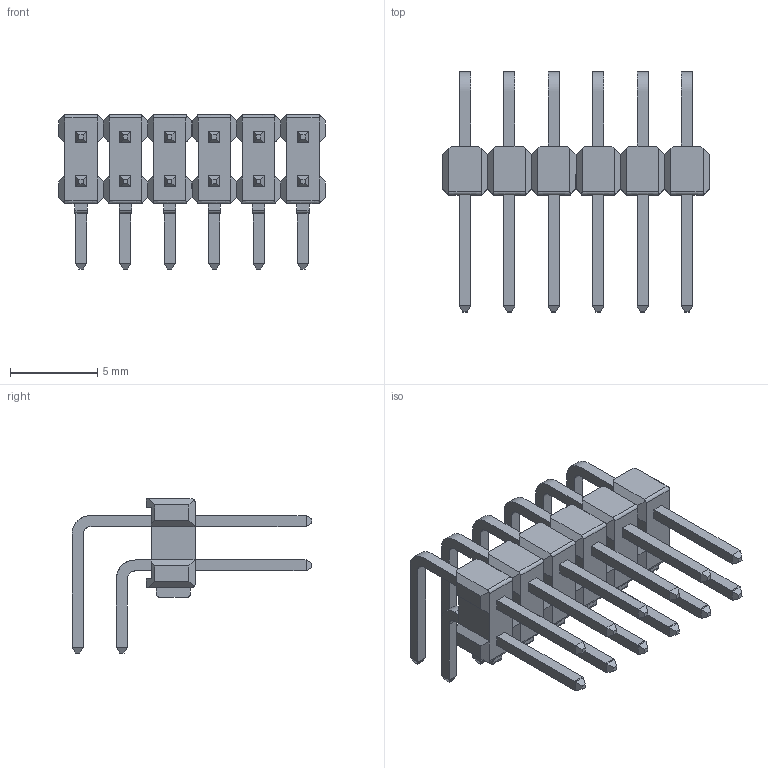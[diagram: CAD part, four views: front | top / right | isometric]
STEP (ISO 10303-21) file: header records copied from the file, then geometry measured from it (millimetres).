
FILE_DESCRIPTION(/* description */ (''),/* implementation_level */ '2;1');
FILE_NAME(/* name */ 'PI64B5~1',/* time_stamp */ '2014-06-22T10:16:00+02:00',/* author */ (''),/* organization */ (''),/* preprocessor_version */ 'ST-DEVELOPER v14',/* originating_system */ '',/* authorisation */ '');
FILE_SCHEMA (('AUTOMOTIVE_DESIGN'));
Length unit declared in the file: millimetre
Products named in the file (1): Document
Bounding box: 15.24 x 13.74 x 8.83 mm (x, y, z)
Volume: 254.6 mm3; surface area: 1021.6 mm2
Topology: 18 solids, 18 shells, 480 faces, 1201 edges, 765 vertices
Faces by surface type: plane 402, bspline 78
Entity records: 27763 total; most frequent: CARTESIAN_POINT 11180, B_SPLINE_CURVE_WITH_KNOTS 3277, ORIENTED_EDGE 2388, PCURVE 2388, DEFINITIONAL_REPRESENTATION 2388, SURFACE_CURVE 1194, EDGE_CURVE 1194, VERTEX_POINT 756
